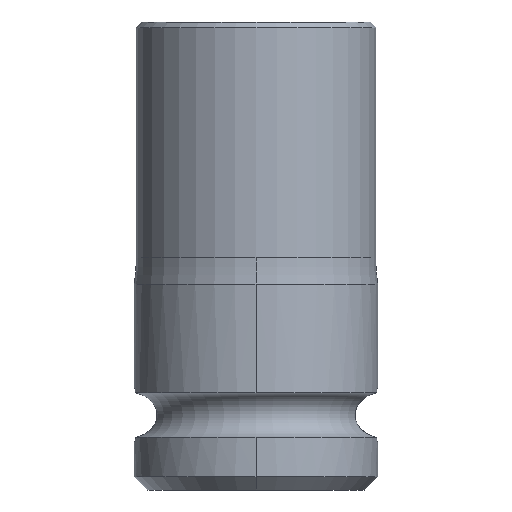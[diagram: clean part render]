
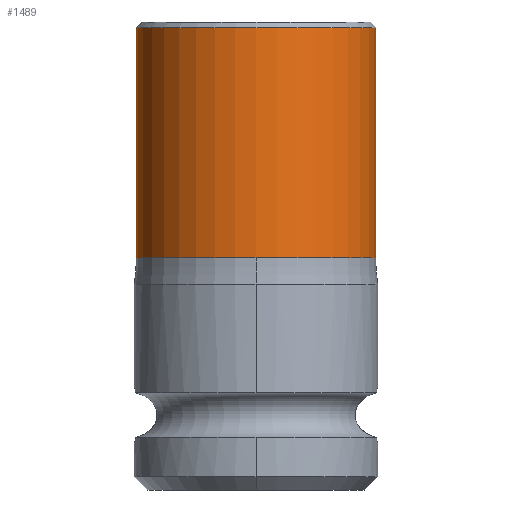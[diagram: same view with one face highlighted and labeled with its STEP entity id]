
A CAD part, left-side view. The second image highlights one B-rep face of the part: STEP entity #1489.
In plain terms, the highlighted cylindrical face has radius 6.4 mm (diameter 12.8 mm), a partial arc.
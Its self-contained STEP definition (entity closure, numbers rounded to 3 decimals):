
#333=CARTESIAN_POINT('',(0.,0.,24.7));
#334=DIRECTION('',(0.,0.,1.));
#335=DIRECTION('',(0.,1.,0.));
#336=AXIS2_PLACEMENT_3D('',#333,#334,#335);
#338=CARTESIAN_POINT('',(0.,0.,12.411));
#339=DIRECTION('',(0.,0.,1.));
#340=DIRECTION('',(-1.,0.,0.));
#341=AXIS2_PLACEMENT_3D('',#338,#339,#340);
#343=CARTESIAN_POINT('',(0.,0.,12.411));
#344=DIRECTION('',(0.,0.,1.));
#345=DIRECTION('',(0.,1.,0.));
#346=AXIS2_PLACEMENT_3D('',#343,#344,#345);
#353=DIRECTION('',(0.,0.,1.));
#354=VECTOR('',#353,12.289);
#355=CARTESIAN_POINT('',(0.,6.4,12.411));
#356=LINE('',#355,#354);
#357=DIRECTION('',(0.,0.,1.));
#358=VECTOR('',#357,12.289);
#359=CARTESIAN_POINT('',(0.,-6.4,12.411));
#360=LINE('',#359,#358);
#1058=CARTESIAN_POINT('',(0.,6.4,12.411));
#1059=CARTESIAN_POINT('',(-6.4,0.,12.411));
#1060=VERTEX_POINT('',#1058);
#1061=VERTEX_POINT('',#1059);
#1062=CARTESIAN_POINT('',(0.,-6.4,12.411));
#1063=VERTEX_POINT('',#1062);
#1093=CARTESIAN_POINT('',(0.,-6.4,24.7));
#1094=CARTESIAN_POINT('',(0.,6.4,24.7));
#1095=VERTEX_POINT('',#1093);
#1096=VERTEX_POINT('',#1094);
#1473=CARTESIAN_POINT('',(0.,0.,10.3));
#1474=DIRECTION('',(0.,0.,1.));
#1475=DIRECTION('',(0.,1.,0.));
#1476=AXIS2_PLACEMENT_3D('',#1473,#1474,#1475);
#1477=CYLINDRICAL_SURFACE('',#1476,6.4);
#1478=ORIENTED_EDGE('',*,*,#1467,.T.);
#1480=ORIENTED_EDGE('',*,*,#1479,.F.);
#1482=ORIENTED_EDGE('',*,*,#1481,.F.);
#1484=ORIENTED_EDGE('',*,*,#1483,.F.);
#1486=ORIENTED_EDGE('',*,*,#1485,.T.);
#1487=EDGE_LOOP('',(#1478,#1480,#1482,#1484,#1486));
#1488=FACE_OUTER_BOUND('',#1487,.F.);
#1489=ADVANCED_FACE('',(#1488),#1477,.T.);
#337=CIRCLE('',#336,6.4);
#342=CIRCLE('',#341,6.4);
#347=CIRCLE('',#346,6.4);
#1467=EDGE_CURVE('',#1096,#1095,#337,.T.);
#1479=EDGE_CURVE('',#1063,#1095,#360,.T.);
#1481=EDGE_CURVE('',#1061,#1063,#342,.T.);
#1483=EDGE_CURVE('',#1060,#1061,#347,.T.);
#1485=EDGE_CURVE('',#1060,#1096,#356,.T.);
